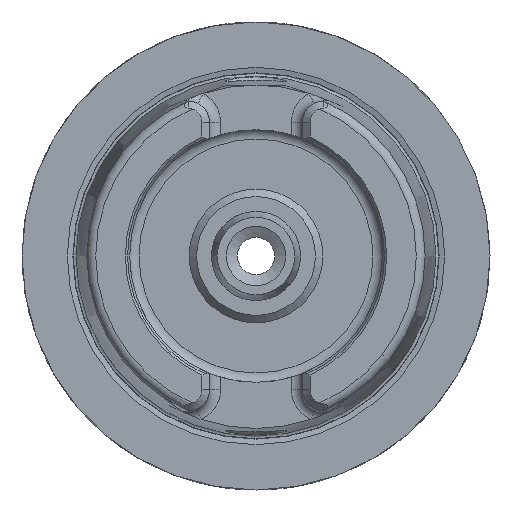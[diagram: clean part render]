
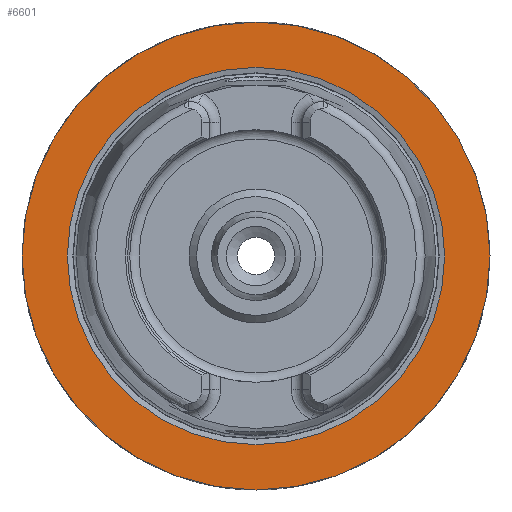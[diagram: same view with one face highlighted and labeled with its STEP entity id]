
A CAD part, left-side view. The second image highlights one B-rep face of the part: STEP entity #6601.
In plain terms, the highlighted planar face has unit normal (-1, 0, 0).
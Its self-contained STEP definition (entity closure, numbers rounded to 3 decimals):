
#5792=CARTESIAN_POINT('',(0.0,31.5,0.0));
#5793=VERTEX_POINT('',#5792);
#5794=CARTESIAN_POINT('',(0.0,0.0,0.0));
#5795=DIRECTION('',(1.0,0.0,0.0));
#5796=DIRECTION('',(0.0,1.0,0.0));
#5797=AXIS2_PLACEMENT_3D('',#5794,#5795,#5796);
#5798=CIRCLE('',#5797,31.5);
#5799=EDGE_CURVE('',#5793,#5793,#5798,.T.);
#6575=CARTESIAN_POINT('',(0.0,25.4,0.0));
#6576=VERTEX_POINT('',#6575);
#6577=CARTESIAN_POINT('',(0.0,0.0,0.0));
#6578=DIRECTION('',(1.0,0.0,0.0));
#6579=DIRECTION('',(0.0,1.0,0.0));
#6580=AXIS2_PLACEMENT_3D('',#6577,#6578,#6579);
#6581=CIRCLE('',#6580,25.4);
#6582=EDGE_CURVE('',#6576,#6576,#6581,.T.);
#6590=CARTESIAN_POINT('',(0.0,28.45,0.0));
#6591=DIRECTION('',(-1.0,0.0,0.0));
#6592=DIRECTION('',(0.0,0.0,1.0));
#6593=AXIS2_PLACEMENT_3D('',#6590,#6591,#6592);
#6594=PLANE('',#6593);
#6595=ORIENTED_EDGE('',*,*,#5799,.F.);
#6596=EDGE_LOOP('',(#6595));
#6597=FACE_OUTER_BOUND('',#6596,.T.);
#6598=ORIENTED_EDGE('',*,*,#6582,.T.);
#6599=EDGE_LOOP('',(#6598));
#6600=FACE_BOUND('',#6599,.T.);
#6601=ADVANCED_FACE('',(#6597,#6600),#6594,.T.);
